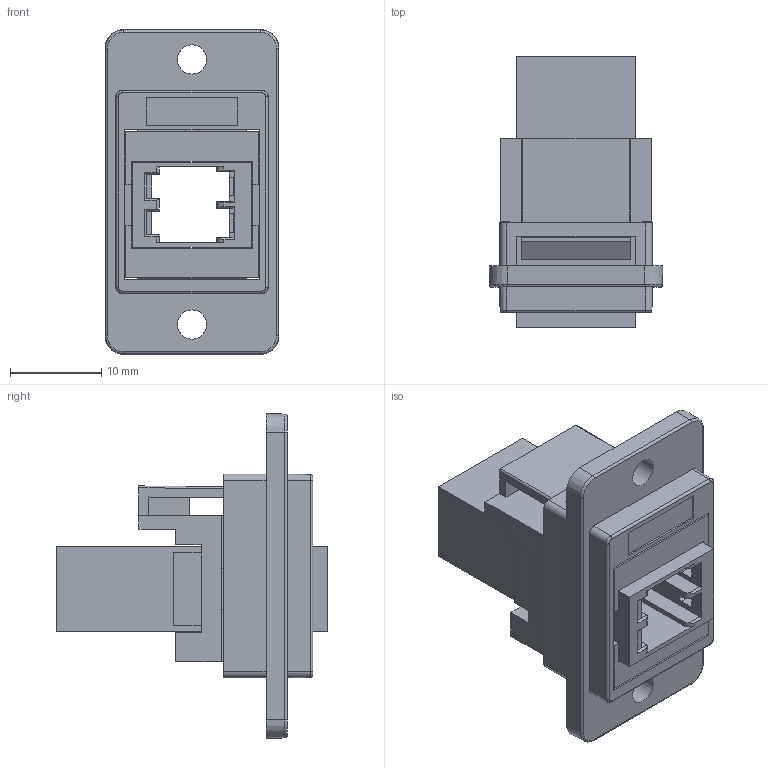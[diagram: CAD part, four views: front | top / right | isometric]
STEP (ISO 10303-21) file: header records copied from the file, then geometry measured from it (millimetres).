
FILE_DESCRIPTION(/* description */ (''),/* implementation_level */ '2;1');
FILE_NAME(/* name */ 'CP30744MBX1.stp',/* time_stamp */ '2025-09-26T09:42:52+01:00',/* author */ ('TOttley'),/* organization */ (''),/* preprocessor_version */ 'ST-DEVELOPER v20',/* originating_system */ 'Autodesk Inventor 2025',/* authorisation */ '');
FILE_SCHEMA (('AUTOMOTIVE_DESIGN { 1 0 10303 214 3 1 1 }'));
Length unit declared in the file: millimetre
Products named in the file (1): Part10
Bounding box: 19 x 29.6 x 35.5 mm (x, y, z)
Volume: 4409.9 mm3; surface area: 7421.5 mm2
Topology: 3 solids, 3 shells, 293 faces, 822 edges, 540 vertices
Faces by surface type: plane 229, cylinder 37, bspline 11, torus 8, cone 8
Full cylindrical faces by diameter (mm): 3.2 x2
Entity records: 9791 total; most frequent: CARTESIAN_POINT 1810, ORIENTED_EDGE 1644, DIRECTION 1480, EDGE_CURVE 822, LINE 686, VECTOR 686, VERTEX_POINT 540, AXIS2_PLACEMENT_3D 397
